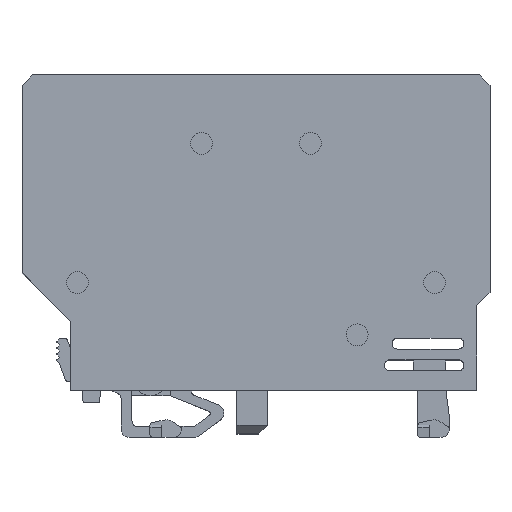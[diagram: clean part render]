
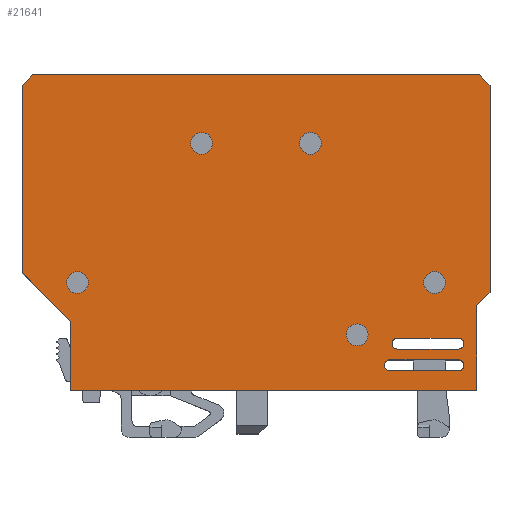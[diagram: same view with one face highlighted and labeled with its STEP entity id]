
A CAD part, top view. The second image highlights one B-rep face of the part: STEP entity #21641.
In plain terms, the highlighted planar face has unit normal (0, 0, 1).
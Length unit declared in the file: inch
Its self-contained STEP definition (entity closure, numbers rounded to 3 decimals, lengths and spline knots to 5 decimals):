
#21427=CARTESIAN_POINT('',(0.01819,-0.17848,0.40748));
#21428=DIRECTION('',(0.0,0.0,-1.0));
#21429=DIRECTION('',(-1.0,0.0,0.0));
#21430=AXIS2_PLACEMENT_3D('',#21427,#21428,#21429);
#21431=PLANE('',#21430);
#21432=CARTESIAN_POINT('',(0.80709,0.37795,0.40748));
#21433=VERTEX_POINT('',#21432);
#21434=CARTESIAN_POINT('',(-0.80709,0.37795,0.40748));
#21435=VERTEX_POINT('',#21434);
#21436=CARTESIAN_POINT('',(0.80709,0.37795,0.40748));
#21437=DIRECTION('',(-1.0,0.0,0.0));
#21438=VECTOR('',#21437,1.61417);
#21439=LINE('',#21436,#21438);
#21440=EDGE_CURVE('',#21433,#21435,#21439,.T.);
#21441=ORIENTED_EDGE('',*,*,#21440,.T.);
#21442=CARTESIAN_POINT('',(-0.84646,0.33858,0.40748));
#21443=VERTEX_POINT('',#21442);
#21444=CARTESIAN_POINT('',(-0.80709,0.37795,0.40748));
#21445=DIRECTION('',(-0.707,-0.707,0.0));
#21446=VECTOR('',#21445,0.05568);
#21447=LINE('',#21444,#21446);
#21448=EDGE_CURVE('',#21435,#21443,#21447,.T.);
#21449=ORIENTED_EDGE('',*,*,#21448,.T.);
#21450=CARTESIAN_POINT('',(-0.84646,-0.33858,0.40748));
#21451=VERTEX_POINT('',#21450);
#21452=CARTESIAN_POINT('',(-0.84646,0.33858,0.40748));
#21453=DIRECTION('',(0.0,-1.0,0.0));
#21454=VECTOR('',#21453,0.67717);
#21455=LINE('',#21452,#21454);
#21456=EDGE_CURVE('',#21443,#21451,#21455,.T.);
#21457=ORIENTED_EDGE('',*,*,#21456,.T.);
#21458=CARTESIAN_POINT('',(-0.66929,-0.51575,0.40748));
#21459=VERTEX_POINT('',#21458);
#21460=CARTESIAN_POINT('',(-0.84646,-0.33858,0.40748));
#21461=DIRECTION('',(0.707,-0.707,0.0));
#21462=VECTOR('',#21461,0.25055);
#21463=LINE('',#21460,#21462);
#21464=EDGE_CURVE('',#21451,#21459,#21463,.T.);
#21465=ORIENTED_EDGE('',*,*,#21464,.T.);
#21466=CARTESIAN_POINT('',(-0.66929,-0.76378,0.40748));
#21467=VERTEX_POINT('',#21466);
#21468=CARTESIAN_POINT('',(-0.66929,-0.51575,0.40748));
#21469=DIRECTION('',(0.0,-1.0,0.0));
#21470=VECTOR('',#21469,0.24803);
#21471=LINE('',#21468,#21470);
#21472=EDGE_CURVE('',#21459,#21467,#21471,.T.);
#21473=ORIENTED_EDGE('',*,*,#21472,.T.);
#21474=CARTESIAN_POINT('',(0.79921,-0.76378,0.40748));
#21475=VERTEX_POINT('',#21474);
#21476=CARTESIAN_POINT('',(-0.66929,-0.76378,0.40748));
#21477=DIRECTION('',(1.0,0.0,0.0));
#21478=VECTOR('',#21477,1.4685);
#21479=LINE('',#21476,#21478);
#21480=EDGE_CURVE('',#21467,#21475,#21479,.T.);
#21481=ORIENTED_EDGE('',*,*,#21480,.T.);
#21482=CARTESIAN_POINT('',(0.79921,-0.45669,0.40748));
#21483=VERTEX_POINT('',#21482);
#21484=CARTESIAN_POINT('',(0.79921,-0.76378,0.40748));
#21485=DIRECTION('',(0.0,1.0,0.0));
#21486=VECTOR('',#21485,0.30709);
#21487=LINE('',#21484,#21486);
#21488=EDGE_CURVE('',#21475,#21483,#21487,.T.);
#21489=ORIENTED_EDGE('',*,*,#21488,.T.);
#21490=CARTESIAN_POINT('',(0.84646,-0.40945,0.40748));
#21491=VERTEX_POINT('',#21490);
#21492=CARTESIAN_POINT('',(0.79921,-0.45669,0.40748));
#21493=DIRECTION('',(0.707,0.707,0.0));
#21494=VECTOR('',#21493,0.06681);
#21495=LINE('',#21492,#21494);
#21496=EDGE_CURVE('',#21483,#21491,#21495,.T.);
#21497=ORIENTED_EDGE('',*,*,#21496,.T.);
#21498=CARTESIAN_POINT('',(0.84646,0.33858,0.40748));
#21499=VERTEX_POINT('',#21498);
#21500=CARTESIAN_POINT('',(0.84646,-0.40945,0.40748));
#21501=DIRECTION('',(0.0,1.0,0.0));
#21502=VECTOR('',#21501,0.74803);
#21503=LINE('',#21500,#21502);
#21504=EDGE_CURVE('',#21491,#21499,#21503,.T.);
#21505=ORIENTED_EDGE('',*,*,#21504,.T.);
#21506=CARTESIAN_POINT('',(0.84646,0.33858,0.40748));
#21507=DIRECTION('',(-0.707,0.707,0.0));
#21508=VECTOR('',#21507,0.05568);
#21509=LINE('',#21506,#21508);
#21510=EDGE_CURVE('',#21499,#21433,#21509,.T.);
#21511=ORIENTED_EDGE('',*,*,#21510,.T.);
#21512=EDGE_LOOP('',(#21441,#21449,#21457,#21465,#21473,#21481,#21489,#21497,#21505,#21511));
#21513=FACE_OUTER_BOUND('',#21512,.T.);
#21514=CARTESIAN_POINT('',(0.48425,-0.65354,0.40748));
#21515=VERTEX_POINT('',#21514);
#21516=CARTESIAN_POINT('',(0.73228,-0.65354,0.40748));
#21517=VERTEX_POINT('',#21516);
#21518=CARTESIAN_POINT('',(0.48425,-0.65354,0.40748));
#21519=DIRECTION('',(1.0,0.0,0.0));
#21520=VECTOR('',#21519,0.24803);
#21521=LINE('',#21518,#21520);
#21522=EDGE_CURVE('',#21515,#21517,#21521,.T.);
#21523=ORIENTED_EDGE('',*,*,#21522,.T.);
#21524=CARTESIAN_POINT('',(0.73228,-0.69291,0.40748));
#21525=VERTEX_POINT('',#21524);
#21526=CARTESIAN_POINT('',(0.73228,-0.67323,0.40748));
#21527=DIRECTION('',(0.0,0.0,-1.0));
#21528=DIRECTION('',(-1.0,0.0,0.0));
#21529=AXIS2_PLACEMENT_3D('',#21526,#21527,#21528);
#21530=CIRCLE('',#21529,0.01969);
#21531=EDGE_CURVE('',#21517,#21525,#21530,.T.);
#21532=ORIENTED_EDGE('',*,*,#21531,.T.);
#21533=CARTESIAN_POINT('',(0.48425,-0.69291,0.40748));
#21534=VERTEX_POINT('',#21533);
#21535=CARTESIAN_POINT('',(0.73228,-0.69291,0.40748));
#21536=DIRECTION('',(-1.0,0.0,0.0));
#21537=VECTOR('',#21536,0.24803);
#21538=LINE('',#21535,#21537);
#21539=EDGE_CURVE('',#21525,#21534,#21538,.T.);
#21540=ORIENTED_EDGE('',*,*,#21539,.T.);
#21541=CARTESIAN_POINT('',(0.48425,-0.67323,0.40748));
#21542=DIRECTION('',(0.0,0.0,-1.0));
#21543=DIRECTION('',(1.0,0.0,0.0));
#21544=AXIS2_PLACEMENT_3D('',#21541,#21542,#21543);
#21545=CIRCLE('',#21544,0.01969);
#21546=EDGE_CURVE('',#21534,#21515,#21545,.T.);
#21547=ORIENTED_EDGE('',*,*,#21546,.T.);
#21548=EDGE_LOOP('',(#21523,#21532,#21540,#21547));
#21549=FACE_BOUND('',#21548,.T.);
#21550=CARTESIAN_POINT('',(0.73228,-0.61417,0.40748));
#21551=VERTEX_POINT('',#21550);
#21552=CARTESIAN_POINT('',(0.51181,-0.61417,0.40748));
#21553=VERTEX_POINT('',#21552);
#21554=CARTESIAN_POINT('',(0.73228,-0.61417,0.40748));
#21555=DIRECTION('',(-1.0,0.0,0.0));
#21556=VECTOR('',#21555,0.22047);
#21557=LINE('',#21554,#21556);
#21558=EDGE_CURVE('',#21551,#21553,#21557,.T.);
#21559=ORIENTED_EDGE('',*,*,#21558,.T.);
#21560=CARTESIAN_POINT('',(0.51181,-0.5748,0.40748));
#21561=VERTEX_POINT('',#21560);
#21562=CARTESIAN_POINT('',(0.51181,-0.59449,0.40748));
#21563=DIRECTION('',(0.0,0.0,-1.0));
#21564=DIRECTION('',(1.0,0.0,0.0));
#21565=AXIS2_PLACEMENT_3D('',#21562,#21563,#21564);
#21566=CIRCLE('',#21565,0.01969);
#21567=EDGE_CURVE('',#21553,#21561,#21566,.T.);
#21568=ORIENTED_EDGE('',*,*,#21567,.T.);
#21569=CARTESIAN_POINT('',(0.73228,-0.5748,0.40748));
#21570=VERTEX_POINT('',#21569);
#21571=CARTESIAN_POINT('',(0.51181,-0.5748,0.40748));
#21572=DIRECTION('',(1.0,0.0,0.0));
#21573=VECTOR('',#21572,0.22047);
#21574=LINE('',#21571,#21573);
#21575=EDGE_CURVE('',#21561,#21570,#21574,.T.);
#21576=ORIENTED_EDGE('',*,*,#21575,.T.);
#21577=CARTESIAN_POINT('',(0.73228,-0.59449,0.40748));
#21578=DIRECTION('',(0.0,0.0,-1.0));
#21579=DIRECTION('',(-1.0,0.0,0.0));
#21580=AXIS2_PLACEMENT_3D('',#21577,#21578,#21579);
#21581=CIRCLE('',#21580,0.01969);
#21582=EDGE_CURVE('',#21570,#21551,#21581,.T.);
#21583=ORIENTED_EDGE('',*,*,#21582,.T.);
#21584=EDGE_LOOP('',(#21559,#21568,#21576,#21583));
#21585=FACE_BOUND('',#21584,.T.);
#21586=CARTESIAN_POINT('',(0.40302,-0.54921,0.40748));
#21587=VERTEX_POINT('',#21586);
#21588=CARTESIAN_POINT('',(0.36614,-0.56299,0.40748));
#21589=DIRECTION('',(0.0,0.0,-1.0));
#21590=DIRECTION('',(1.0,0.0,0.0));
#21591=AXIS2_PLACEMENT_3D('',#21588,#21589,#21590);
#21592=CIRCLE('',#21591,0.03937);
#21593=EDGE_CURVE('',#21587,#21587,#21592,.T.);
#21594=ORIENTED_EDGE('',*,*,#21593,.T.);
#21595=EDGE_LOOP('',(#21594));
#21596=FACE_BOUND('',#21595,.T.);
#21597=CARTESIAN_POINT('',(0.68255,-0.3878,0.40748));
#21598=VERTEX_POINT('',#21597);
#21599=CARTESIAN_POINT('',(0.64567,-0.37402,0.40748));
#21600=DIRECTION('',(0.0,0.0,-1.0));
#21601=DIRECTION('',(1.0,0.0,0.0));
#21602=AXIS2_PLACEMENT_3D('',#21599,#21600,#21601);
#21603=CIRCLE('',#21602,0.03937);
#21604=EDGE_CURVE('',#21598,#21598,#21603,.T.);
#21605=ORIENTED_EDGE('',*,*,#21604,.T.);
#21606=EDGE_LOOP('',(#21605));
#21607=FACE_BOUND('',#21606,.T.);
#21608=CARTESIAN_POINT('',(-0.60879,-0.36024,0.40748));
#21609=VERTEX_POINT('',#21608);
#21610=CARTESIAN_POINT('',(-0.64567,-0.37402,0.40748));
#21611=DIRECTION('',(0.0,0.0,-1.0));
#21612=DIRECTION('',(1.0,0.0,0.0));
#21613=AXIS2_PLACEMENT_3D('',#21610,#21611,#21612);
#21614=CIRCLE('',#21613,0.03937);
#21615=EDGE_CURVE('',#21609,#21609,#21614,.T.);
#21616=ORIENTED_EDGE('',*,*,#21615,.T.);
#21617=EDGE_LOOP('',(#21616));
#21618=FACE_BOUND('',#21617,.T.);
#21619=CARTESIAN_POINT('',(0.23373,0.1437,0.40748));
#21620=VERTEX_POINT('',#21619);
#21621=CARTESIAN_POINT('',(0.19685,0.12992,0.40748));
#21622=DIRECTION('',(0.0,0.0,-1.0));
#21623=DIRECTION('',(1.0,0.0,0.0));
#21624=AXIS2_PLACEMENT_3D('',#21621,#21622,#21623);
#21625=CIRCLE('',#21624,0.03937);
#21626=EDGE_CURVE('',#21620,#21620,#21625,.T.);
#21627=ORIENTED_EDGE('',*,*,#21626,.T.);
#21628=EDGE_LOOP('',(#21627));
#21629=FACE_BOUND('',#21628,.T.);
#21630=CARTESIAN_POINT('',(-0.15997,0.1437,0.40748));
#21631=VERTEX_POINT('',#21630);
#21632=CARTESIAN_POINT('',(-0.19685,0.12992,0.40748));
#21633=DIRECTION('',(0.0,0.0,-1.0));
#21634=DIRECTION('',(1.0,0.0,0.0));
#21635=AXIS2_PLACEMENT_3D('',#21632,#21633,#21634);
#21636=CIRCLE('',#21635,0.03937);
#21637=EDGE_CURVE('',#21631,#21631,#21636,.T.);
#21638=ORIENTED_EDGE('',*,*,#21637,.T.);
#21639=EDGE_LOOP('',(#21638));
#21640=FACE_BOUND('',#21639,.T.);
#21641=ADVANCED_FACE('',(#21513,#21549,#21585,#21596,#21607,#21618,#21629,#21640),#21431,.F.);
